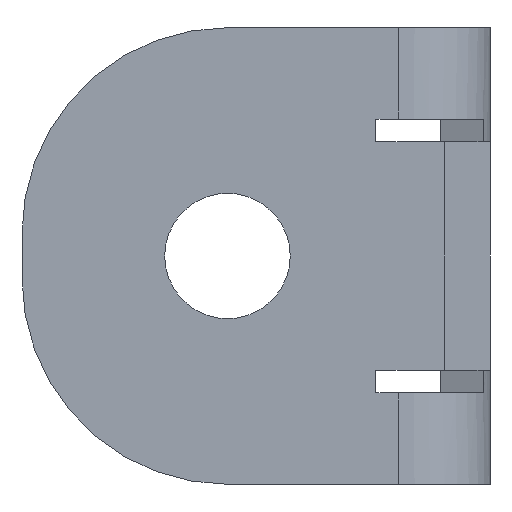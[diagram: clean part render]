
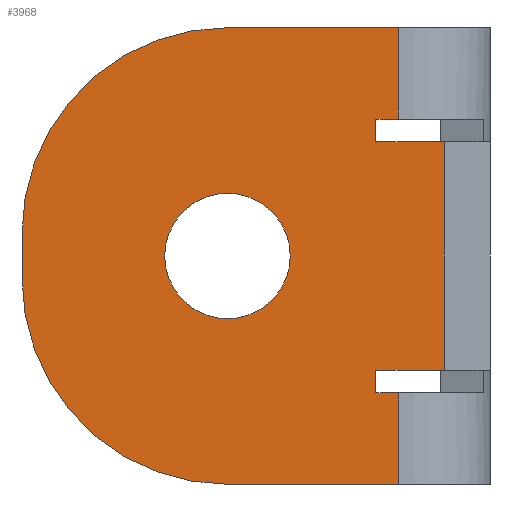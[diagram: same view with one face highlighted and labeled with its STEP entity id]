
A CAD part, front view. The second image highlights one B-rep face of the part: STEP entity #3968.
In plain terms, the highlighted planar face has unit normal (0, -1, 0).
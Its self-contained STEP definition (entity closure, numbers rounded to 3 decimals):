
#2858 = VERTEX_POINT('',#2859);
#2859 = CARTESIAN_POINT('',(-36.65,-2.,10.));
#2897 = VERTEX_POINT('',#2898);
#2898 = CARTESIAN_POINT('',(-36.65,-2.,-10.));
#3056 = VERTEX_POINT('',#3057);
#3057 = CARTESIAN_POINT('',(-36.65,-2.,6.));
#3147 = VERTEX_POINT('',#3148);
#3148 = CARTESIAN_POINT('',(-36.65,-2.,-6.));
#3332 = EDGE_CURVE('',#2897,#3147,#3333,.T.);
#3333 = LINE('',#3334,#3335);
#3334 = CARTESIAN_POINT('',(-36.65,-2.,-6.));
#3335 = VECTOR('',#3336,1.);
#3336 = DIRECTION('',(0.,0.,1.));
#3349 = EDGE_CURVE('',#3056,#2858,#3350,.T.);
#3350 = LINE('',#3351,#3352);
#3351 = CARTESIAN_POINT('',(-36.65,-2.,6.));
#3352 = VECTOR('',#3353,1.);
#3353 = DIRECTION('',(0.,0.,1.));
#3648 = VERTEX_POINT('',#3649);
#3649 = CARTESIAN_POINT('',(-44.15,-2.,10.));
#3655 = EDGE_CURVE('',#3648,#2858,#3656,.T.);
#3656 = LINE('',#3657,#3658);
#3657 = CARTESIAN_POINT('',(-44.15,-2.,10.));
#3658 = VECTOR('',#3659,1.);
#3659 = DIRECTION('',(1.,0.,0.));
#3672 = EDGE_CURVE('',#2897,#3673,#3675,.T.);
#3673 = VERTEX_POINT('',#3674);
#3674 = CARTESIAN_POINT('',(-44.15,-2.,-10.));
#3675 = LINE('',#3676,#3677);
#3676 = CARTESIAN_POINT('',(44.15,-2.,-10.));
#3677 = VECTOR('',#3678,1.);
#3678 = DIRECTION('',(-1.,-0.,0.));
#3695 = EDGE_CURVE('',#3648,#3696,#3698,.T.);
#3696 = VERTEX_POINT('',#3697);
#3697 = CARTESIAN_POINT('',(-53.15,-2.,1.));
#3698 = CIRCLE('',#3699,9.);
#3699 = AXIS2_PLACEMENT_3D('',#3700,#3701,#3702);
#3700 = CARTESIAN_POINT('',(-44.15,-2.,1.));
#3701 = DIRECTION('',(0.,-1.,0.));
#3702 = DIRECTION('',(1.,0.,0.));
#3720 = VERTEX_POINT('',#3721);
#3721 = CARTESIAN_POINT('',(-53.15,-2.,-1.));
#3727 = EDGE_CURVE('',#3720,#3696,#3728,.T.);
#3728 = LINE('',#3729,#3730);
#3729 = CARTESIAN_POINT('',(-53.15,-2.,-1.));
#3730 = VECTOR('',#3731,1.);
#3731 = DIRECTION('',(0.,0.,1.));
#3744 = EDGE_CURVE('',#3720,#3673,#3745,.T.);
#3745 = CIRCLE('',#3746,9.);
#3746 = AXIS2_PLACEMENT_3D('',#3747,#3748,#3749);
#3747 = CARTESIAN_POINT('',(-44.15,-2.,-1.));
#3748 = DIRECTION('',(0.,-1.,0.));
#3749 = DIRECTION('',(1.,0.,0.));
#3763 = VERTEX_POINT('',#3764);
#3764 = CARTESIAN_POINT('',(-37.65,-2.,-6.));
#3770 = EDGE_CURVE('',#3763,#3147,#3771,.T.);
#3771 = LINE('',#3772,#3773);
#3772 = CARTESIAN_POINT('',(-37.65,-2.,-6.));
#3773 = VECTOR('',#3774,1.);
#3774 = DIRECTION('',(1.,0.,0.));
#3786 = VERTEX_POINT('',#3787);
#3787 = CARTESIAN_POINT('',(-37.65,-2.,-5.));
#3793 = EDGE_CURVE('',#3786,#3763,#3794,.T.);
#3794 = LINE('',#3795,#3796);
#3795 = CARTESIAN_POINT('',(-37.65,-2.,-5.));
#3796 = VECTOR('',#3797,1.);
#3797 = DIRECTION('',(0.,0.,-1.));
#3811 = VERTEX_POINT('',#3812);
#3812 = CARTESIAN_POINT('',(-34.65,-2.,-5.));
#3818 = EDGE_CURVE('',#3811,#3786,#3819,.T.);
#3819 = LINE('',#3820,#3821);
#3820 = CARTESIAN_POINT('',(-34.65,-2.,-5.));
#3821 = VECTOR('',#3822,1.);
#3822 = DIRECTION('',(-1.,0.,0.));
#3834 = VERTEX_POINT('',#3835);
#3835 = CARTESIAN_POINT('',(-34.65,-2.,5.));
#3841 = EDGE_CURVE('',#3834,#3811,#3842,.T.);
#3842 = LINE('',#3843,#3844);
#3843 = CARTESIAN_POINT('',(-34.65,-2.,5.));
#3844 = VECTOR('',#3845,1.);
#3845 = DIRECTION('',(0.,0.,-1.));
#3859 = VERTEX_POINT('',#3860);
#3860 = CARTESIAN_POINT('',(-37.65,-2.,5.));
#3866 = EDGE_CURVE('',#3859,#3834,#3867,.T.);
#3867 = LINE('',#3868,#3869);
#3868 = CARTESIAN_POINT('',(-37.65,-2.,5.));
#3869 = VECTOR('',#3870,1.);
#3870 = DIRECTION('',(1.,0.,0.));
#3882 = VERTEX_POINT('',#3883);
#3883 = CARTESIAN_POINT('',(-37.65,-2.,6.));
#3889 = EDGE_CURVE('',#3882,#3859,#3890,.T.);
#3890 = LINE('',#3891,#3892);
#3891 = CARTESIAN_POINT('',(-37.65,-2.,6.));
#3892 = VECTOR('',#3893,1.);
#3893 = DIRECTION('',(0.,0.,-1.));
#3907 = EDGE_CURVE('',#3056,#3882,#3908,.T.);
#3908 = LINE('',#3909,#3910);
#3909 = CARTESIAN_POINT('',(-33.65,-2.,6.));
#3910 = VECTOR('',#3911,1.);
#3911 = DIRECTION('',(-1.,-0.,0.));
#3923 = VERTEX_POINT('',#3924);
#3924 = CARTESIAN_POINT('',(-46.9,-2.,0.));
#3932 = EDGE_CURVE('',#3923,#3923,#3933,.T.);
#3933 = CIRCLE('',#3934,2.75);
#3934 = AXIS2_PLACEMENT_3D('',#3935,#3936,#3937);
#3935 = CARTESIAN_POINT('',(-44.15,-2.,0.));
#3936 = DIRECTION('',(0.,-1.,0.));
#3937 = DIRECTION('',(-1.,0.,0.));
#3968 = ADVANCED_FACE('',(#3969,#3985),#3988,.F.);
#3969 = FACE_BOUND('',#3970,.F.);
#3970 = EDGE_LOOP('',(#3971,#3972,#3973,#3974,#3975,#3976,#3977,#3978,
    #3979,#3980,#3981,#3982,#3983,#3984));
#3971 = ORIENTED_EDGE('',*,*,#3695,.F.);
#3972 = ORIENTED_EDGE('',*,*,#3655,.T.);
#3973 = ORIENTED_EDGE('',*,*,#3349,.F.);
#3974 = ORIENTED_EDGE('',*,*,#3907,.T.);
#3975 = ORIENTED_EDGE('',*,*,#3889,.T.);
#3976 = ORIENTED_EDGE('',*,*,#3866,.T.);
#3977 = ORIENTED_EDGE('',*,*,#3841,.T.);
#3978 = ORIENTED_EDGE('',*,*,#3818,.T.);
#3979 = ORIENTED_EDGE('',*,*,#3793,.T.);
#3980 = ORIENTED_EDGE('',*,*,#3770,.T.);
#3981 = ORIENTED_EDGE('',*,*,#3332,.F.);
#3982 = ORIENTED_EDGE('',*,*,#3672,.T.);
#3983 = ORIENTED_EDGE('',*,*,#3744,.F.);
#3984 = ORIENTED_EDGE('',*,*,#3727,.T.);
#3985 = FACE_BOUND('',#3986,.F.);
#3986 = EDGE_LOOP('',(#3987));
#3987 = ORIENTED_EDGE('',*,*,#3932,.T.);
#3988 = PLANE('',#3989);
#3989 = AXIS2_PLACEMENT_3D('',#3990,#3991,#3992);
#3990 = CARTESIAN_POINT('',(0.,-2.,0.)
  );
#3991 = DIRECTION('',(0.,1.,0.));
#3992 = DIRECTION('',(0.,0.,1.));
